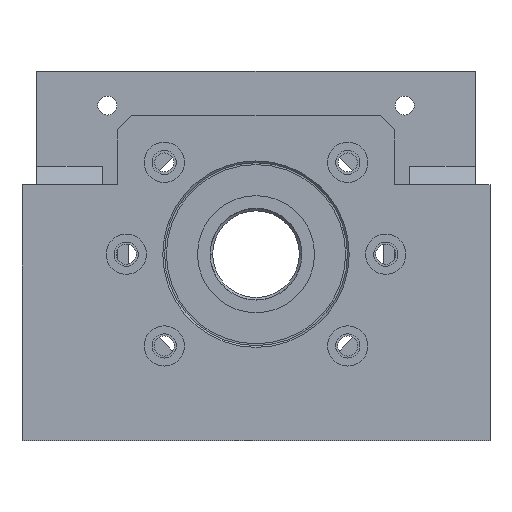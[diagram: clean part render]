
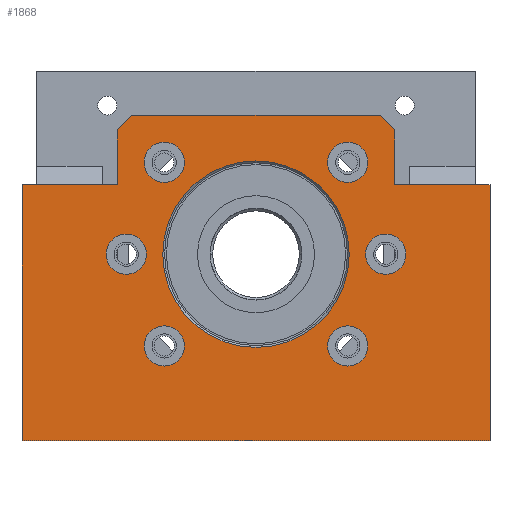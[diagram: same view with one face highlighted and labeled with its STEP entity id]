
A CAD part, left-side view. The second image highlights one B-rep face of the part: STEP entity #1868.
In plain terms, the highlighted planar face has unit normal (-1, 0, 0).
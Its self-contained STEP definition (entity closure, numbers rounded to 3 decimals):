
#671=CARTESIAN_POINT('Vertex',(0.,-64.,-51.)) ;
#674=CARTESIAN_POINT('Line Origine',(0.,0.,-51.)) ;
#678=CARTESIAN_POINT('Vertex',(0.,64.,-51.)) ;
#1656=CARTESIAN_POINT('Vertex',(0.,-64.,19.)) ;
#1659=CARTESIAN_POINT('Line Origine',(0.,-64.,-16.)) ;
#1671=CARTESIAN_POINT('Axis2P3D Location',(0.,0.,0.)) ;
#1676=CARTESIAN_POINT('Line Origine',(0.,-36.,36.)) ;
#1680=CARTESIAN_POINT('Vertex',(0.,-34.,38.)) ;
#1682=CARTESIAN_POINT('Vertex',(0.,-38.,34.)) ;
#1685=CARTESIAN_POINT('Line Origine',(0.,0.,38.)) ;
#1689=CARTESIAN_POINT('Vertex',(0.,34.,38.)) ;
#1692=CARTESIAN_POINT('Line Origine',(0.,36.,36.)) ;
#1696=CARTESIAN_POINT('Vertex',(0.,38.,34.)) ;
#1699=CARTESIAN_POINT('Line Origine',(0.,38.,26.5)) ;
#1703=CARTESIAN_POINT('Vertex',(0.,38.,19.)) ;
#1706=CARTESIAN_POINT('Line Origine',(0.,51.,19.)) ;
#1710=CARTESIAN_POINT('Vertex',(0.,64.,19.)) ;
#1713=CARTESIAN_POINT('Line Origine',(0.,64.,-16.)) ;
#1718=CARTESIAN_POINT('Line Origine',(0.,-51.,19.)) ;
#1722=CARTESIAN_POINT('Vertex',(0.,-38.,19.)) ;
#1725=CARTESIAN_POINT('Line Origine',(0.,-38.,26.5)) ;
#1742=CARTESIAN_POINT('Axis2P3D Location',(0.,0.,0.)) ;
#1746=CARTESIAN_POINT('Vertex',(0.,25.5,0.)) ;
#1748=CARTESIAN_POINT('Vertex',(0.,-25.5,0.)) ;
#1751=CARTESIAN_POINT('Axis2P3D Location',(0.,0.,0.)) ;
#1760=CARTESIAN_POINT('Axis2P3D Location',(0.,-25.102,25.102)) ;
#1764=CARTESIAN_POINT('Vertex',(0.,-19.602,25.102)) ;
#1766=CARTESIAN_POINT('Vertex',(0.,-30.602,25.102)) ;
#1769=CARTESIAN_POINT('Axis2P3D Location',(0.,-25.102,25.102)) ;
#1778=CARTESIAN_POINT('Axis2P3D Location',(0.,-35.5,0.)) ;
#1782=CARTESIAN_POINT('Vertex',(0.,-41.,0.)) ;
#1784=CARTESIAN_POINT('Vertex',(0.,-30.,0.)) ;
#1787=CARTESIAN_POINT('Axis2P3D Location',(0.,-35.5,0.)) ;
#1796=CARTESIAN_POINT('Axis2P3D Location',(0.,-25.102,-25.102)) ;
#1800=CARTESIAN_POINT('Vertex',(0.,-30.602,-25.102)) ;
#1802=CARTESIAN_POINT('Vertex',(0.,-19.602,-25.102)) ;
#1805=CARTESIAN_POINT('Axis2P3D Location',(0.,-25.102,-25.102)) ;
#1814=CARTESIAN_POINT('Axis2P3D Location',(0.,25.102,25.102)) ;
#1818=CARTESIAN_POINT('Vertex',(0.,19.602,25.102)) ;
#1820=CARTESIAN_POINT('Vertex',(0.,30.602,25.102)) ;
#1823=CARTESIAN_POINT('Axis2P3D Location',(0.,25.102,25.102)) ;
#1832=CARTESIAN_POINT('Axis2P3D Location',(0.,35.5,0.)) ;
#1836=CARTESIAN_POINT('Vertex',(0.,41.,0.)) ;
#1838=CARTESIAN_POINT('Vertex',(0.,30.,0.)) ;
#1841=CARTESIAN_POINT('Axis2P3D Location',(0.,35.5,0.)) ;
#1850=CARTESIAN_POINT('Axis2P3D Location',(0.,25.102,-25.102)) ;
#1854=CARTESIAN_POINT('Vertex',(0.,30.602,-25.102)) ;
#1856=CARTESIAN_POINT('Vertex',(0.,19.602,-25.102)) ;
#1859=CARTESIAN_POINT('Axis2P3D Location',(0.,25.102,-25.102)) ;
#675=DIRECTION('Vector Direction',(0.,-1.,0.)) ;
#1660=DIRECTION('Vector Direction',(0.,0.,-1.)) ;
#1672=DIRECTION('Axis2P3D Direction',(1.,0.,0.)) ;
#1673=DIRECTION('Axis2P3D XDirection',(0.,1.,0.)) ;
#1677=DIRECTION('Vector Direction',(0.,-0.707,-0.707)) ;
#1686=DIRECTION('Vector Direction',(0.,1.,0.)) ;
#1693=DIRECTION('Vector Direction',(0.,0.707,-0.707)) ;
#1700=DIRECTION('Vector Direction',(0.,0.,1.)) ;
#1707=DIRECTION('Vector Direction',(0.,1.,0.)) ;
#1714=DIRECTION('Vector Direction',(0.,0.,1.)) ;
#1719=DIRECTION('Vector Direction',(0.,1.,0.)) ;
#1726=DIRECTION('Vector Direction',(0.,0.,-1.)) ;
#1743=DIRECTION('Axis2P3D Direction',(1.,0.,0.)) ;
#1752=DIRECTION('Axis2P3D Direction',(1.,0.,0.)) ;
#1761=DIRECTION('Axis2P3D Direction',(1.,0.,0.)) ;
#1770=DIRECTION('Axis2P3D Direction',(1.,0.,0.)) ;
#1779=DIRECTION('Axis2P3D Direction',(1.,0.,0.)) ;
#1788=DIRECTION('Axis2P3D Direction',(1.,0.,0.)) ;
#1797=DIRECTION('Axis2P3D Direction',(1.,0.,0.)) ;
#1806=DIRECTION('Axis2P3D Direction',(1.,0.,0.)) ;
#1815=DIRECTION('Axis2P3D Direction',(1.,0.,0.)) ;
#1824=DIRECTION('Axis2P3D Direction',(1.,0.,0.)) ;
#1833=DIRECTION('Axis2P3D Direction',(1.,0.,0.)) ;
#1842=DIRECTION('Axis2P3D Direction',(1.,0.,0.)) ;
#1851=DIRECTION('Axis2P3D Direction',(1.,0.,0.)) ;
#1860=DIRECTION('Axis2P3D Direction',(1.,0.,0.)) ;
#1674=AXIS2_PLACEMENT_3D('Plane Axis2P3D',#1671,#1672,#1673) ;
#1744=AXIS2_PLACEMENT_3D('Circle Axis2P3D',#1742,#1743,$) ;
#1753=AXIS2_PLACEMENT_3D('Circle Axis2P3D',#1751,#1752,$) ;
#1762=AXIS2_PLACEMENT_3D('Circle Axis2P3D',#1760,#1761,$) ;
#1771=AXIS2_PLACEMENT_3D('Circle Axis2P3D',#1769,#1770,$) ;
#1780=AXIS2_PLACEMENT_3D('Circle Axis2P3D',#1778,#1779,$) ;
#1789=AXIS2_PLACEMENT_3D('Circle Axis2P3D',#1787,#1788,$) ;
#1798=AXIS2_PLACEMENT_3D('Circle Axis2P3D',#1796,#1797,$) ;
#1807=AXIS2_PLACEMENT_3D('Circle Axis2P3D',#1805,#1806,$) ;
#1816=AXIS2_PLACEMENT_3D('Circle Axis2P3D',#1814,#1815,$) ;
#1825=AXIS2_PLACEMENT_3D('Circle Axis2P3D',#1823,#1824,$) ;
#1834=AXIS2_PLACEMENT_3D('Circle Axis2P3D',#1832,#1833,$) ;
#1843=AXIS2_PLACEMENT_3D('Circle Axis2P3D',#1841,#1842,$) ;
#1852=AXIS2_PLACEMENT_3D('Circle Axis2P3D',#1850,#1851,$) ;
#1861=AXIS2_PLACEMENT_3D('Circle Axis2P3D',#1859,#1860,$) ;
#1731=ORIENTED_EDGE('',*,*,#1684,.F.) ;
#1732=ORIENTED_EDGE('',*,*,#1691,.F.) ;
#1733=ORIENTED_EDGE('',*,*,#1698,.F.) ;
#1734=ORIENTED_EDGE('',*,*,#1705,.F.) ;
#1735=ORIENTED_EDGE('',*,*,#1712,.F.) ;
#1736=ORIENTED_EDGE('',*,*,#1717,.F.) ;
#1737=ORIENTED_EDGE('',*,*,#680,.F.) ;
#1738=ORIENTED_EDGE('',*,*,#1663,.F.) ;
#1739=ORIENTED_EDGE('',*,*,#1724,.F.) ;
#1740=ORIENTED_EDGE('',*,*,#1729,.F.) ;
#1757=ORIENTED_EDGE('',*,*,#1750,.F.) ;
#1758=ORIENTED_EDGE('',*,*,#1755,.F.) ;
#1775=ORIENTED_EDGE('',*,*,#1768,.F.) ;
#1776=ORIENTED_EDGE('',*,*,#1773,.F.) ;
#1793=ORIENTED_EDGE('',*,*,#1786,.F.) ;
#1794=ORIENTED_EDGE('',*,*,#1791,.F.) ;
#1811=ORIENTED_EDGE('',*,*,#1804,.F.) ;
#1812=ORIENTED_EDGE('',*,*,#1809,.F.) ;
#1829=ORIENTED_EDGE('',*,*,#1822,.F.) ;
#1830=ORIENTED_EDGE('',*,*,#1827,.F.) ;
#1847=ORIENTED_EDGE('',*,*,#1840,.F.) ;
#1848=ORIENTED_EDGE('',*,*,#1845,.F.) ;
#1865=ORIENTED_EDGE('',*,*,#1858,.F.) ;
#1866=ORIENTED_EDGE('',*,*,#1863,.F.) ;
#1759=FACE_BOUND('',#1756,.T.) ;
#1777=FACE_BOUND('',#1774,.T.) ;
#1795=FACE_BOUND('',#1792,.T.) ;
#1813=FACE_BOUND('',#1810,.T.) ;
#1831=FACE_BOUND('',#1828,.T.) ;
#1849=FACE_BOUND('',#1846,.T.) ;
#1867=FACE_BOUND('',#1864,.T.) ;
#676=VECTOR('Line Direction',#675,1.) ;
#1661=VECTOR('Line Direction',#1660,1.) ;
#1678=VECTOR('Line Direction',#1677,1.) ;
#1687=VECTOR('Line Direction',#1686,1.) ;
#1694=VECTOR('Line Direction',#1693,1.) ;
#1701=VECTOR('Line Direction',#1700,1.) ;
#1708=VECTOR('Line Direction',#1707,1.) ;
#1715=VECTOR('Line Direction',#1714,1.) ;
#1720=VECTOR('Line Direction',#1719,1.) ;
#1727=VECTOR('Line Direction',#1726,1.) ;
#1868=ADVANCED_FACE('\X2\96F64EF651E04F554F53\X0\',(#1741,#1759,#1777,#1795,#1813,#1831,#1849,#1867),#1675,.F.) ;
#1745=CIRCLE('generated circle',#1744,25.5) ;
#1754=CIRCLE('generated circle',#1753,25.5) ;
#1763=CIRCLE('generated circle',#1762,5.5) ;
#1772=CIRCLE('generated circle',#1771,5.5) ;
#1781=CIRCLE('generated circle',#1780,5.5) ;
#1790=CIRCLE('generated circle',#1789,5.5) ;
#1799=CIRCLE('generated circle',#1798,5.5) ;
#1808=CIRCLE('generated circle',#1807,5.5) ;
#1817=CIRCLE('generated circle',#1816,5.5) ;
#1826=CIRCLE('generated circle',#1825,5.5) ;
#1835=CIRCLE('generated circle',#1834,5.5) ;
#1844=CIRCLE('generated circle',#1843,5.5) ;
#1853=CIRCLE('generated circle',#1852,5.5) ;
#1862=CIRCLE('generated circle',#1861,5.5) ;
#680=EDGE_CURVE('',#672,#679,#677,.F.) ;
#1663=EDGE_CURVE('',#1657,#672,#1662,.T.) ;
#1684=EDGE_CURVE('',#1681,#1683,#1679,.T.) ;
#1691=EDGE_CURVE('',#1690,#1681,#1688,.F.) ;
#1698=EDGE_CURVE('',#1697,#1690,#1695,.F.) ;
#1705=EDGE_CURVE('',#1704,#1697,#1702,.T.) ;
#1712=EDGE_CURVE('',#1711,#1704,#1709,.F.) ;
#1717=EDGE_CURVE('',#679,#1711,#1716,.T.) ;
#1724=EDGE_CURVE('',#1723,#1657,#1721,.F.) ;
#1729=EDGE_CURVE('',#1683,#1723,#1728,.T.) ;
#1750=EDGE_CURVE('',#1747,#1749,#1745,.F.) ;
#1755=EDGE_CURVE('',#1749,#1747,#1754,.F.) ;
#1768=EDGE_CURVE('',#1765,#1767,#1763,.F.) ;
#1773=EDGE_CURVE('',#1767,#1765,#1772,.F.) ;
#1786=EDGE_CURVE('',#1783,#1785,#1781,.F.) ;
#1791=EDGE_CURVE('',#1785,#1783,#1790,.F.) ;
#1804=EDGE_CURVE('',#1801,#1803,#1799,.F.) ;
#1809=EDGE_CURVE('',#1803,#1801,#1808,.F.) ;
#1822=EDGE_CURVE('',#1819,#1821,#1817,.F.) ;
#1827=EDGE_CURVE('',#1821,#1819,#1826,.F.) ;
#1840=EDGE_CURVE('',#1837,#1839,#1835,.F.) ;
#1845=EDGE_CURVE('',#1839,#1837,#1844,.F.) ;
#1858=EDGE_CURVE('',#1855,#1857,#1853,.F.) ;
#1863=EDGE_CURVE('',#1857,#1855,#1862,.F.) ;
#1730=EDGE_LOOP('',(#1731,#1732,#1733,#1734,#1735,#1736,#1737,#1738,#1739,#1740)) ;
#1756=EDGE_LOOP('',(#1757,#1758)) ;
#1774=EDGE_LOOP('',(#1775,#1776)) ;
#1792=EDGE_LOOP('',(#1793,#1794)) ;
#1810=EDGE_LOOP('',(#1811,#1812)) ;
#1828=EDGE_LOOP('',(#1829,#1830)) ;
#1846=EDGE_LOOP('',(#1847,#1848)) ;
#1864=EDGE_LOOP('',(#1865,#1866)) ;
#1741=FACE_OUTER_BOUND('',#1730,.T.) ;
#677=LINE('Line',#674,#676) ;
#1662=LINE('Line',#1659,#1661) ;
#1679=LINE('Line',#1676,#1678) ;
#1688=LINE('Line',#1685,#1687) ;
#1695=LINE('Line',#1692,#1694) ;
#1702=LINE('Line',#1699,#1701) ;
#1709=LINE('Line',#1706,#1708) ;
#1716=LINE('Line',#1713,#1715) ;
#1721=LINE('Line',#1718,#1720) ;
#1728=LINE('Line',#1725,#1727) ;
#1675=PLANE('Plane',#1674) ;
#672=VERTEX_POINT('',#671) ;
#679=VERTEX_POINT('',#678) ;
#1657=VERTEX_POINT('',#1656) ;
#1681=VERTEX_POINT('',#1680) ;
#1683=VERTEX_POINT('',#1682) ;
#1690=VERTEX_POINT('',#1689) ;
#1697=VERTEX_POINT('',#1696) ;
#1704=VERTEX_POINT('',#1703) ;
#1711=VERTEX_POINT('',#1710) ;
#1723=VERTEX_POINT('',#1722) ;
#1747=VERTEX_POINT('',#1746) ;
#1749=VERTEX_POINT('',#1748) ;
#1765=VERTEX_POINT('',#1764) ;
#1767=VERTEX_POINT('',#1766) ;
#1783=VERTEX_POINT('',#1782) ;
#1785=VERTEX_POINT('',#1784) ;
#1801=VERTEX_POINT('',#1800) ;
#1803=VERTEX_POINT('',#1802) ;
#1819=VERTEX_POINT('',#1818) ;
#1821=VERTEX_POINT('',#1820) ;
#1837=VERTEX_POINT('',#1836) ;
#1839=VERTEX_POINT('',#1838) ;
#1855=VERTEX_POINT('',#1854) ;
#1857=VERTEX_POINT('',#1856) ;
